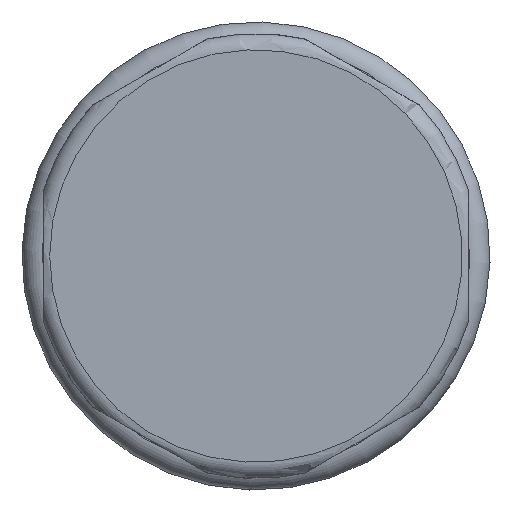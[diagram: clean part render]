
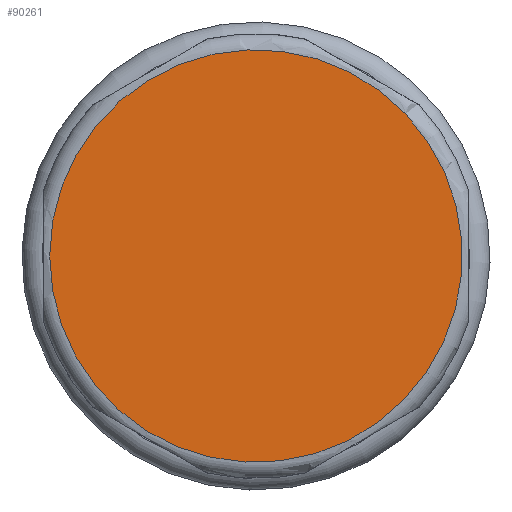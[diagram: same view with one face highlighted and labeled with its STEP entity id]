
A CAD part, left-side view. The second image highlights one B-rep face of the part: STEP entity #90261.
In plain terms, the highlighted planar face has unit normal (-1, 0, 0).
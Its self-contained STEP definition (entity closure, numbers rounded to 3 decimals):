
#90168=CARTESIAN_POINT('',(0.,10.2,0.0));
#90169=VERTEX_POINT('',#90168);
#90170=CARTESIAN_POINT('',(0.,0.0,0.0));
#90171=DIRECTION('',(1.0,0.0,0.0));
#90172=DIRECTION('',(0.0,-1.0,0.0));
#90173=AXIS2_PLACEMENT_3D('',#90170,#90171,#90172);
#90174=CIRCLE('',#90173,10.2);
#90175=EDGE_CURVE('',#90169,#90169,#90174,.T.);
#90253=CARTESIAN_POINT('',(0.,8.75,0.0));
#90254=DIRECTION('',(-1.0,0.0,0.0));
#90255=DIRECTION('',(0.0,0.0,1.0));
#90256=AXIS2_PLACEMENT_3D('',#90253,#90254,#90255);
#90257=PLANE('',#90256);
#90258=ORIENTED_EDGE('',*,*,#90175,.F.);
#90259=EDGE_LOOP('',(#90258));
#90260=FACE_OUTER_BOUND('',#90259,.T.);
#90261=ADVANCED_FACE('',(#90260),#90257,.T.);
